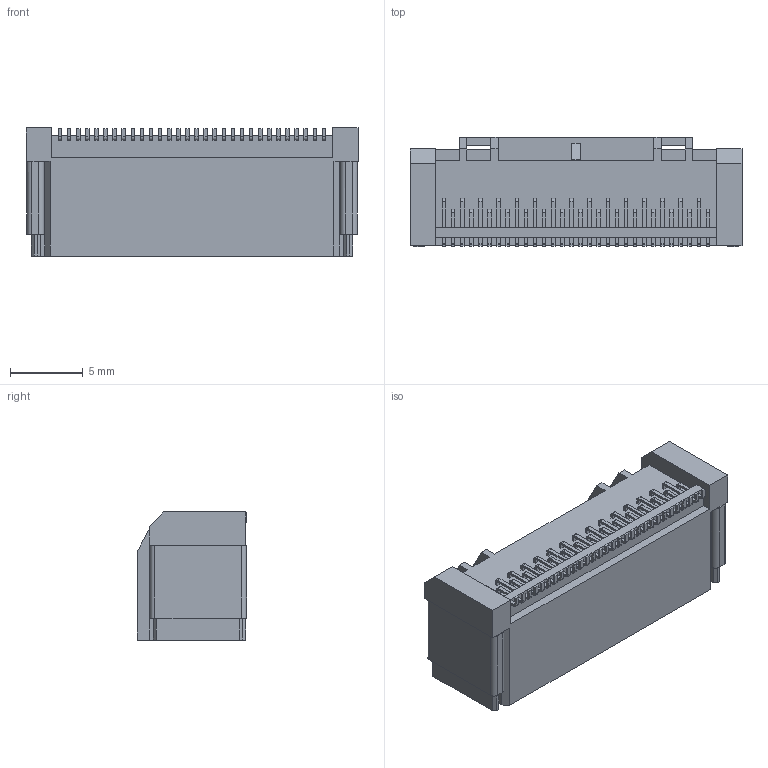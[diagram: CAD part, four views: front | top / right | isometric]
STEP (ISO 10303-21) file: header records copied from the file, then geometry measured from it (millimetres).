
FILE_DESCRIPTION((''),'2;1');
FILE_NAME('5020463070','2017-06-12T',('ksrinivasara'),(''),'PRO/ENGINEER BY PARAMETRIC TECHNOLOGY CORPORATION, 2012310','PRO/ENGINEER BY PARAMETRIC TECHNOLOGY CORPORATION, 2012310','');
FILE_SCHEMA(('CONFIG_CONTROL_DESIGN'));
Length unit declared in the file: millimetre
Products named in the file (1): 5020463070
Bounding box: 22.8 x 7.5 x 8.8 mm (x, y, z)
Volume: 721.3 mm3; surface area: 1639.9 mm2
Topology: 1 solids, 1 shells, 803 faces, 2415 edges, 1642 vertices
Faces by surface type: plane 662, cylinder 141
Entity records: 26786 total; most frequent: CARTESIAN_POINT 4733, ORIENTED_EDGE 4574, DIRECTION 4309, EDGE_CURVE 2287, VECTOR 2129, LINE 2129, VERTEX_POINT 1514, AXIS2_PLACEMENT_3D 1090
